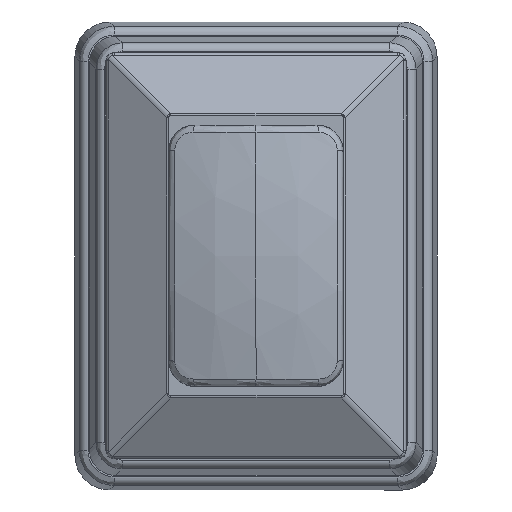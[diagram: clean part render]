
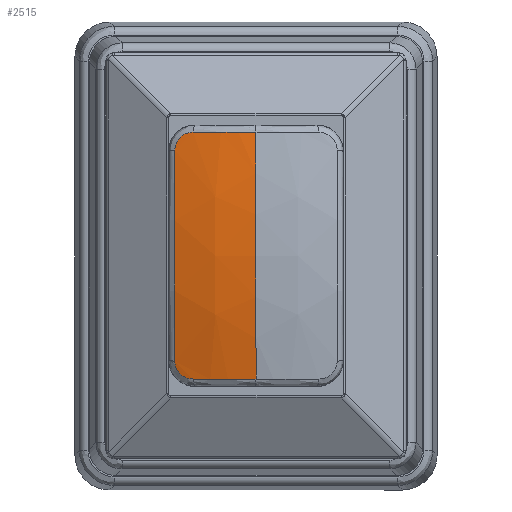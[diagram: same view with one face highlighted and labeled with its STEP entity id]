
A CAD part, top view. The second image highlights one B-rep face of the part: STEP entity #2515.
In plain terms, the highlighted free-form (B-spline) face has degree [2, 2] with [3, 5] control points.
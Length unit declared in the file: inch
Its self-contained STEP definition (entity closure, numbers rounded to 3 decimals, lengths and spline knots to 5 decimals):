
#1932=CARTESIAN_POINT('',(-0.18095,-0.23514,0.95505));
#1933=VERTEX_POINT('',#1932);
#1942=CARTESIAN_POINT('',(-0.14029,-0.27503,0.95951));
#1943=VERTEX_POINT('',#1942);
#1951=CARTESIAN_POINT('',(-0.14029,-0.27503,0.95951));
#1952=CARTESIAN_POINT('',(-0.14922,-0.27502,0.9574));
#1953=CARTESIAN_POINT('',(-0.1643,-0.27001,0.95433));
#1954=CARTESIAN_POINT('',(-0.17818,-0.25308,0.95309));
#1955=CARTESIAN_POINT('',(-0.18095,-0.24106,0.95414));
#1956=CARTESIAN_POINT('',(-0.18095,-0.23514,0.95505));
#1957=B_SPLINE_CURVE_WITH_KNOTS('',3,(#1951,#1952,#1953,#1954,#1955,#1956),.UNSPECIFIED.,.F.,.U.,(4,1,1,4),(-0.15793,-0.09024,-0.04512,0.0),.UNSPECIFIED.);
#1958=EDGE_CURVE('',#1943,#1933,#1957,.T.);
#1986=CARTESIAN_POINT('',(0.,-0.27509,0.97587));
#1987=VERTEX_POINT('',#1986);
#1995=CARTESIAN_POINT('',(-0.03591,-0.27403,0.66853));
#1996=DIRECTION('',(0.,-1.,-0.003));
#1997=DIRECTION('',(0.993,0.,0.118));
#1998=AXIS2_PLACEMENT_3D('',#1995,#1996,#1997);
#1999=ELLIPSE('',#1998,0.43287,0.3052);
#2000=EDGE_CURVE('',#1987,#1943,#1999,.T.);
#2026=CARTESIAN_POINT('',(-0.18095,0.23515,0.95491));
#2027=VERTEX_POINT('',#2026);
#2037=CARTESIAN_POINT('',(-0.18095,-0.00022,0.1962));
#2038=DIRECTION('',(-1.0,0.0,0.0));
#2039=DIRECTION('',(0.0,-1.,0.));
#2040=AXIS2_PLACEMENT_3D('',#2037,#2038,#2039);
#2041=ELLIPSE('',#2040,1.10274,0.77664);
#2042=EDGE_CURVE('',#1933,#2027,#2041,.T.);
#2115=CARTESIAN_POINT('',(-0.14029,0.27504,0.95934));
#2116=VERTEX_POINT('',#2115);
#2135=CARTESIAN_POINT('',(-0.18095,0.23515,0.95491));
#2136=CARTESIAN_POINT('',(-0.18096,0.23916,0.95429));
#2137=CARTESIAN_POINT('',(-0.18028,0.24289,0.95391));
#2138=CARTESIAN_POINT('',(-0.17936,0.24607,0.95368));
#2139=CARTESIAN_POINT('',(-0.17843,0.24925,0.95345));
#2140=CARTESIAN_POINT('',(-0.17725,0.25188,0.95337));
#2141=CARTESIAN_POINT('',(-0.17599,0.25417,0.95337));
#2142=CARTESIAN_POINT('',(-0.17473,0.25646,0.95337));
#2143=CARTESIAN_POINT('',(-0.17339,0.25841,0.95344));
#2144=CARTESIAN_POINT('',(-0.17199,0.26011,0.95356));
#2145=CARTESIAN_POINT('',(-0.1706,0.26181,0.95368));
#2146=CARTESIAN_POINT('',(-0.16916,0.26327,0.95384));
#2147=CARTESIAN_POINT('',(-0.16771,0.26456,0.95404));
#2148=CARTESIAN_POINT('',(-0.16625,0.26585,0.95423));
#2149=CARTESIAN_POINT('',(-0.16477,0.26697,0.95445));
#2150=CARTESIAN_POINT('',(-0.16328,0.26797,0.95469));
#2151=CARTESIAN_POINT('',(-0.16178,0.26896,0.95493));
#2152=CARTESIAN_POINT('',(-0.16027,0.26983,0.95519));
#2153=CARTESIAN_POINT('',(-0.15876,0.27059,0.95546));
#2154=CARTESIAN_POINT('',(-0.15724,0.27135,0.95574));
#2155=CARTESIAN_POINT('',(-0.15572,0.272,0.95603));
#2156=CARTESIAN_POINT('',(-0.15419,0.27255,0.95633));
#2157=CARTESIAN_POINT('',(-0.15265,0.27311,0.95663));
#2158=CARTESIAN_POINT('',(-0.15112,0.27357,0.95694));
#2159=CARTESIAN_POINT('',(-0.14958,0.27393,0.95727));
#2160=CARTESIAN_POINT('',(-0.14803,0.2743,0.95759));
#2161=CARTESIAN_POINT('',(-0.14649,0.27458,0.95793));
#2162=CARTESIAN_POINT('',(-0.14494,0.27476,0.95827));
#2163=CARTESIAN_POINT('',(-0.14339,0.27495,0.95862));
#2164=CARTESIAN_POINT('',(-0.14184,0.27504,0.95898));
#2165=CARTESIAN_POINT('',(-0.14029,0.27504,0.95934));
#2166=B_SPLINE_CURVE_WITH_KNOTS('',3,(#2135,#2136,#2137,#2138,#2139,#2140,#2141,#2142,#2143,#2144,#2145,#2146,#2147,#2148,#2149,#2150,#2151,#2152,#2153,#2154,#2155,#2156,#2157,#2158,#2159,#2160,#2161,#2162,#2163,#2164,#2165),.UNSPECIFIED.,.F.,.U.,(4,3,3,3,3,3,3,3,3,3,4),(-0.15793,-0.14213,-0.12634,-0.11055,-0.09476,-0.07896,-0.06317,-0.04738,-0.03159,-0.01579,0.),.UNSPECIFIED.);
#2167=EDGE_CURVE('',#2027,#2116,#2166,.T.);
#2267=CARTESIAN_POINT('',(0.,0.2751,0.9757));
#2268=VERTEX_POINT('',#2267);
#2286=CARTESIAN_POINT('',(-0.03592,0.27404,0.6684));
#2287=DIRECTION('',(0.,1.,-0.003));
#2288=DIRECTION('',(0.993,0.,0.118));
#2289=AXIS2_PLACEMENT_3D('',#2286,#2287,#2288);
#2290=ELLIPSE('',#2289,0.43283,0.30517);
#2291=EDGE_CURVE('',#2116,#2268,#2290,.T.);
#2469=CARTESIAN_POINT('',(-0.18097,0.27317,0.94856));
#2470=CARTESIAN_POINT('',(-0.09251,0.27795,0.9752));
#2471=CARTESIAN_POINT('',(0.,0.27795,0.9752));
#2472=CARTESIAN_POINT('',(-0.18097,0.13745,0.97294));
#2473=CARTESIAN_POINT('',(-0.09251,0.13985,1.));
#2474=CARTESIAN_POINT('',(0.,0.13985,1.));
#2475=CARTESIAN_POINT('',(-0.18097,-0.00045,0.97294));
#2476=CARTESIAN_POINT('',(-0.09251,-0.00046,1.));
#2477=CARTESIAN_POINT('',(0.,-0.00046,1.));
#2478=CARTESIAN_POINT('',(-0.18097,-0.13788,0.97294));
#2479=CARTESIAN_POINT('',(-0.09251,-0.14029,1.));
#2480=CARTESIAN_POINT('',(0.,-0.14029,1.));
#2481=CARTESIAN_POINT('',(-0.18097,-0.27316,0.94873));
#2482=CARTESIAN_POINT('',(-0.09251,-0.27794,0.97536));
#2483=CARTESIAN_POINT('',(0.,-0.27794,0.97536));
#2491=(BOUNDED_SURFACE()B_SPLINE_SURFACE(2,2,((#2469,#2472,#2475,#2478,#2481),(#2470,#2473,#2476,#2479,#2482),(#2471,#2474,#2477,#2480,#2483)),.UNSPECIFIED.,.F.,.F.,.F.)B_SPLINE_SURFACE_WITH_KNOTS((3,3),(3,2,3),(2.52428,2.82113),(1.39307,1.57079,1.74792),.UNSPECIFIED.)GEOMETRIC_REPRESENTATION_ITEM()RATIONAL_B_SPLINE_SURFACE(((0.806,0.829,0.86,0.829,0.806),(0.816,0.84,0.871,0.84,0.816),(0.845,0.869,0.901,0.869,0.845)))REPRESENTATION_ITEM('')SURFACE());
#2492=ORIENTED_EDGE('',*,*,#2291,.F.);
#2493=ORIENTED_EDGE('',*,*,#2167,.F.);
#2494=ORIENTED_EDGE('',*,*,#2042,.F.);
#2495=ORIENTED_EDGE('',*,*,#1958,.F.);
#2496=ORIENTED_EDGE('',*,*,#2000,.F.);
#2497=CARTESIAN_POINT('',(0.,-0.00046,1.));
#2498=VERTEX_POINT('',#2497);
#2499=CARTESIAN_POINT('',(0.,-0.00046,-0.5748));
#2500=DIRECTION('',(1.0,0.0,0.0));
#2501=DIRECTION('',(0.0,1.0,0.0));
#2502=AXIS2_PLACEMENT_3D('',#2499,#2500,#2501);
#2503=CIRCLE('',#2502,1.5748);
#2504=EDGE_CURVE('',#2498,#1987,#2503,.T.);
#2505=ORIENTED_EDGE('',*,*,#2504,.F.);
#2506=CARTESIAN_POINT('',(0.,-0.00046,-0.5748));
#2507=DIRECTION('',(1.0,0.0,0.0));
#2508=DIRECTION('',(0.0,1.0,0.0));
#2509=AXIS2_PLACEMENT_3D('',#2506,#2507,#2508);
#2510=CIRCLE('',#2509,1.5748);
#2511=EDGE_CURVE('',#2268,#2498,#2510,.T.);
#2512=ORIENTED_EDGE('',*,*,#2511,.F.);
#2513=EDGE_LOOP('',(#2492,#2493,#2494,#2495,#2496,#2505,#2512));
#2514=FACE_OUTER_BOUND('',#2513,.T.);
#2515=ADVANCED_FACE('',(#2514),#2491,.F.);
